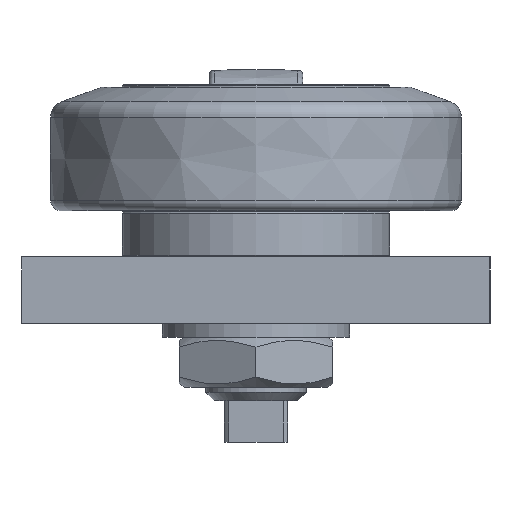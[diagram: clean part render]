
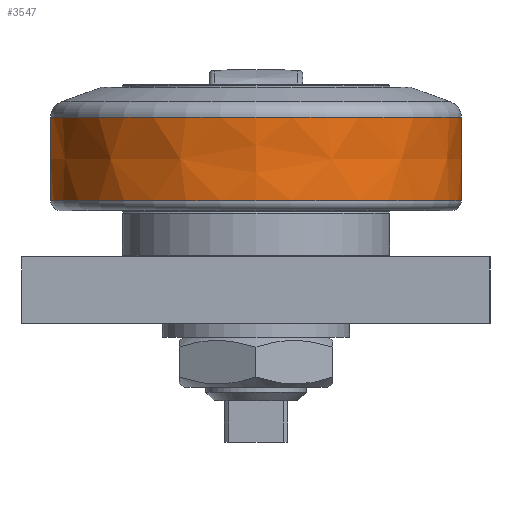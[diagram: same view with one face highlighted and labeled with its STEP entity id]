
A CAD part, left-side view. The second image highlights one B-rep face of the part: STEP entity #3547.
In plain terms, the highlighted free-form (B-spline) face has degree [2, 2] with [3, 9] control points.
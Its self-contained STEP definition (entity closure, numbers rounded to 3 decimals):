
#883=(
BOUNDED_SURFACE()
B_SPLINE_SURFACE(2,2,((#6002,#6003,#6004,#6005,#6006,#6007,#6008,#6009,
#6010),(#6011,#6012,#6013,#6014,#6015,#6016,#6017,#6018,#6019),(#6020,#6021,
#6022,#6023,#6024,#6025,#6026,#6027,#6028)),.UNSPECIFIED.,.F.,.T.,.F.)
B_SPLINE_SURFACE_WITH_KNOTS((3,3),(3,2,2,2,3),(-0.016,0.009),
(-3.142,-1.571,0.,1.571,3.142),
 .UNSPECIFIED.)
GEOMETRIC_REPRESENTATION_ITEM()
RATIONAL_B_SPLINE_SURFACE(((1.,0.707,1.,0.707,1.,
0.707,1.,0.707,1.),(1.,0.707,
1.,0.707,1.,0.707,
1.,0.707,1.),(1.,0.707,
1.,0.707,1.,0.707,1.,0.707,1.)))
REPRESENTATION_ITEM('')
SURFACE()
);
#1027=FACE_OUTER_BOUND('',#1267,.T.);
#1267=EDGE_LOOP('',(#3130,#3131,#3132,#3133,#3134,#3135));
#1478=CIRCLE('',#3903,61.379);
#1482=CIRCLE('',#3907,61.379);
#1488=CIRCLE('',#3914,61.456);
#1489=CIRCLE('',#3915,61.456);
#1490=CIRCLE('',#3916,1000.);
#1787=VERTEX_POINT('',#5981);
#1788=VERTEX_POINT('',#5982);
#1796=VERTEX_POINT('',#6029);
#1797=VERTEX_POINT('',#6030);
#2251=EDGE_CURVE('',#1787,#1788,#1478,.T.);
#2255=EDGE_CURVE('',#1788,#1787,#1482,.T.);
#2262=EDGE_CURVE('',#1796,#1797,#1488,.T.);
#2263=EDGE_CURVE('',#1797,#1796,#1489,.T.);
#2264=EDGE_CURVE('',#1797,#1788,#1490,.T.);
#3130=ORIENTED_EDGE('',*,*,#2262,.F.);
#3131=ORIENTED_EDGE('',*,*,#2263,.F.);
#3132=ORIENTED_EDGE('',*,*,#2264,.T.);
#3133=ORIENTED_EDGE('',*,*,#2251,.F.);
#3134=ORIENTED_EDGE('',*,*,#2255,.F.);
#3135=ORIENTED_EDGE('',*,*,#2264,.F.);
#3547=ADVANCED_FACE('',(#1027),#883,.F.);
#3903=AXIS2_PLACEMENT_3D('',#5983,#4793,#4794);
#3907=AXIS2_PLACEMENT_3D('',#5989,#4801,#4802);
#3914=AXIS2_PLACEMENT_3D('',#6031,#4816,#4817);
#3915=AXIS2_PLACEMENT_3D('',#6032,#4818,#4819);
#3916=AXIS2_PLACEMENT_3D('',#6033,#4820,#4821);
#4793=DIRECTION('center_axis',(0.,0.,
-1.));
#4794=DIRECTION('ref_axis',(0.,-1.,0.));
#4801=DIRECTION('center_axis',(0.,0.,
-1.));
#4802=DIRECTION('ref_axis',(0.,-1.,0.));
#4816=DIRECTION('center_axis',(0.,0.,
1.));
#4817=DIRECTION('ref_axis',(0.,-1.,0.));
#4818=DIRECTION('center_axis',(0.,0.,
1.));
#4819=DIRECTION('ref_axis',(0.,-1.,0.));
#4820=DIRECTION('center_axis',(0.,-1.,0.));
#4821=DIRECTION('ref_axis',(-1.,0.,0.));
#5981=CARTESIAN_POINT('',(-117.369,68.248,1.753));
#5982=CARTESIAN_POINT('',(-178.748,6.869,1.753));
#5983=CARTESIAN_POINT('Origin',(-117.369,6.869,1.753));
#5989=CARTESIAN_POINT('Origin',(-117.369,6.869,1.753));
#6002=CARTESIAN_POINT('Ctrl Pts',(-178.748,6.869,1.753));
#6003=CARTESIAN_POINT('Ctrl Pts',(-178.748,-54.51,1.753));
#6004=CARTESIAN_POINT('Ctrl Pts',(-117.369,-54.51,1.753));
#6005=CARTESIAN_POINT('Ctrl Pts',(-55.99,-54.51,1.753));
#6006=CARTESIAN_POINT('Ctrl Pts',(-55.99,6.869,1.753));
#6007=CARTESIAN_POINT('Ctrl Pts',(-55.99,68.248,1.753));
#6008=CARTESIAN_POINT('Ctrl Pts',(-117.369,68.248,1.753));
#6009=CARTESIAN_POINT('Ctrl Pts',(-178.748,68.248,1.753));
#6010=CARTESIAN_POINT('Ctrl Pts',(-178.748,6.869,1.753));
#6011=CARTESIAN_POINT('Ctrl Pts',(-178.942,6.869,14.237));
#6012=CARTESIAN_POINT('Ctrl Pts',(-178.942,-54.704,14.237));
#6013=CARTESIAN_POINT('Ctrl Pts',(-117.369,-54.704,14.237));
#6014=CARTESIAN_POINT('Ctrl Pts',(-55.796,-54.704,14.237));
#6015=CARTESIAN_POINT('Ctrl Pts',(-55.796,6.869,14.237));
#6016=CARTESIAN_POINT('Ctrl Pts',(-55.796,68.442,14.237));
#6017=CARTESIAN_POINT('Ctrl Pts',(-117.369,68.442,14.237));
#6018=CARTESIAN_POINT('Ctrl Pts',(-178.942,68.442,14.237));
#6019=CARTESIAN_POINT('Ctrl Pts',(-178.942,6.869,14.237));
#6020=CARTESIAN_POINT('Ctrl Pts',(-178.825,6.869,26.721));
#6021=CARTESIAN_POINT('Ctrl Pts',(-178.825,-54.587,26.721));
#6022=CARTESIAN_POINT('Ctrl Pts',(-117.369,-54.587,26.721));
#6023=CARTESIAN_POINT('Ctrl Pts',(-55.913,-54.587,26.721));
#6024=CARTESIAN_POINT('Ctrl Pts',(-55.913,6.869,26.721));
#6025=CARTESIAN_POINT('Ctrl Pts',(-55.913,68.325,26.721));
#6026=CARTESIAN_POINT('Ctrl Pts',(-117.369,68.325,26.721));
#6027=CARTESIAN_POINT('Ctrl Pts',(-178.825,68.325,26.721));
#6028=CARTESIAN_POINT('Ctrl Pts',(-178.825,6.869,26.721));
#6029=CARTESIAN_POINT('',(-117.369,68.325,26.721));
#6030=CARTESIAN_POINT('',(-178.825,6.869,26.721));
#6031=CARTESIAN_POINT('Origin',(-117.369,6.869,26.721));
#6032=CARTESIAN_POINT('Origin',(-117.369,6.869,26.721));
#6033=CARTESIAN_POINT('Origin',(821.131,6.869,17.3));
